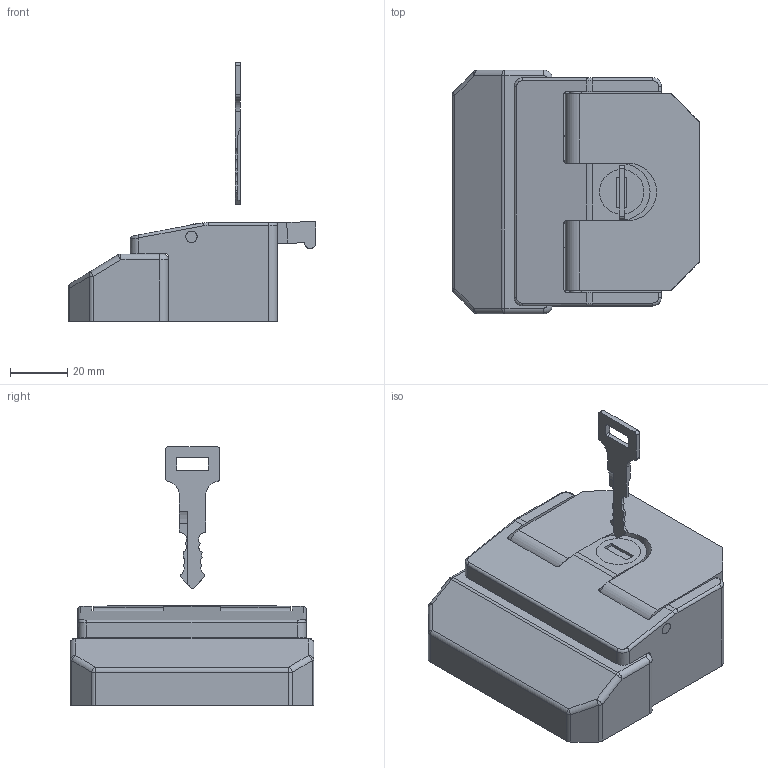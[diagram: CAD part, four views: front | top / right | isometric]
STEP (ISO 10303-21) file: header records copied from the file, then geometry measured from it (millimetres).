
FILE_DESCRIPTION (( 'STEP AP214' ), '1' );
FILE_NAME ('Ñ01 Çàìîê ñêëþ÷îì.STEP', '2020-06-05T09:30:49', ( '' ), ( '' ), 'SwSTEP 2.0', 'SolidWorks 2020', '' );
FILE_SCHEMA (( 'AUTOMOTIVE_DESIGN' ));
Length unit declared in the file: millimetre
Products named in the file (7): Ñ01 Çàìîê ñêëþ÷îì; C01 务黖00; Ñ01 Ëè÷èíêà_00; Ñ01 Êëþ÷_00; C01 昢膼瘔膻嬅00; C01 唒癰趌00; Ñ01 Îòâåòíàÿ ÷àñòü_00
Assembly tree (7 placements, depth 2):
  Ñ01 Çàìîê ñêëþ÷îì
    C01 昢膼瘔膻嬅00
    C01 唒癰趌00
    Ñ01 Ëè÷èíêà_00
    Ñ01 Îòâåòíàÿ ÷àñòü_00
    C01 务黖00  x2
    Ñ01 Êëþ÷_00
Bounding box: 86.4 x 85 x 90.25 mm (x, y, z)
Volume: 106095.6 mm3; surface area: 56535.6 mm2
Topology: 7 solids, 7 shells, 319 faces, 843 edges, 539 vertices
Faces by surface type: plane 186, cylinder 115, torus 6, sphere 6, cone 4, bspline 2
Entity records: 10058 total; most frequent: CARTESIAN_POINT 1799, DIRECTION 1690, ORIENTED_EDGE 1666, EDGE_CURVE 833, VECTOR 590, LINE 590, AXIS2_PLACEMENT_3D 550, VERTEX_POINT 535
